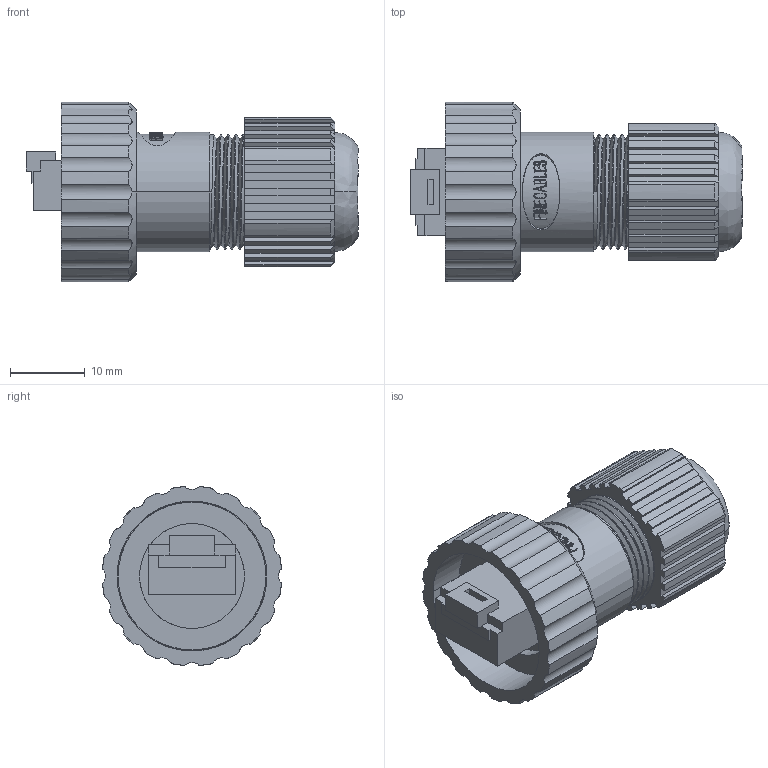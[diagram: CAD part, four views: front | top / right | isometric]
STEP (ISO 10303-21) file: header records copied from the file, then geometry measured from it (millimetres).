
FILE_DESCRIPTION (( 'STEP AP203' ), '1' );
FILE_NAME ('P464.STEP', '2020-04-16T01:58:22', ( 'edpusr' ), ( 'Microsoft' ), 'SwSTEP 2.0', 'SolidWorks 2015', '' );
FILE_SCHEMA (( 'CONFIG_CONTROL_DESIGN' ));
Length unit declared in the file: millimetre
Products named in the file (1): P464
Bounding box: 44.3 x 23.92 x 23.92 mm (x, y, z)
Volume: 9556.9 mm3; surface area: 5540.6 mm2
Topology: 2 solids, 2 shells, 504 faces, 1379 edges, 906 vertices
Faces by surface type: bspline 203, plane 202, cylinder 91, cone 8
Entity records: 30439 total; most frequent: CARTESIAN_POINT 19508, ORIENTED_EDGE 2758, EDGE_CURVE 1379, DIRECTION 1369, VERTEX_POINT 906, LINE 665, VECTOR 665, B_SPLINE_CURVE_WITH_KNOTS 640
